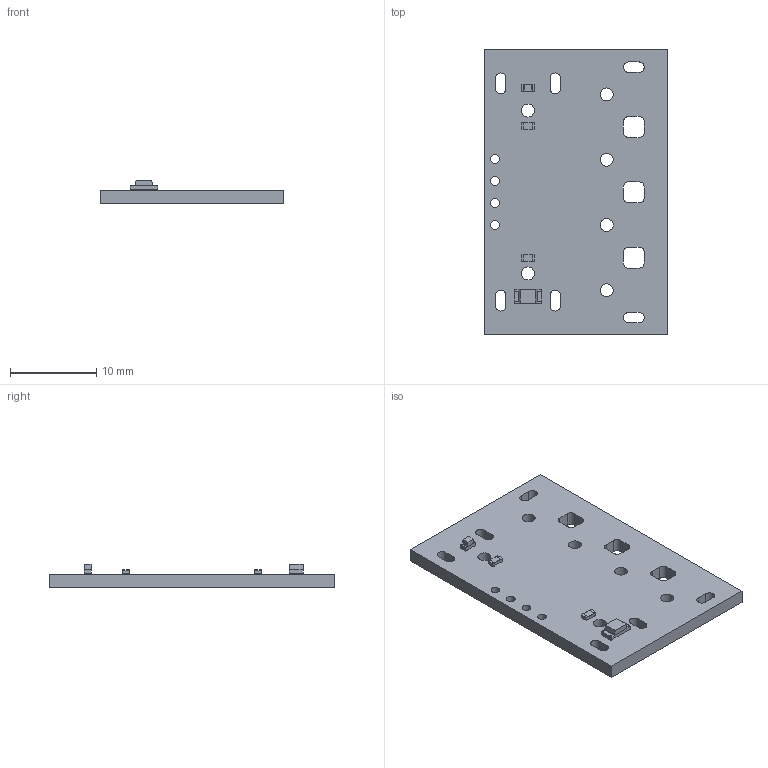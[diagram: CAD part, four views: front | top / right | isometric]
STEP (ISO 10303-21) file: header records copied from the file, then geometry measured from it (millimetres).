
FILE_DESCRIPTION(('KiCad electronic assembly'),'2;1');
FILE_NAME('SMD_CBI_Footprint_Test.step','2024-07-10T21:52:33',('Pcbnew') ,('Kicad'),'Open CASCADE STEP processor 7.7','KiCad to STEP converter' ,'Unknown');
FILE_SCHEMA(('AUTOMOTIVE_DESIGN { 1 0 10303 214 1 1 1 1 }'));
Length unit declared in the file: millimetre
Products named in the file (8): SMD_CBI_Footprint_Test 1; R_0603_1608Metric; LED_1206_3216Metric; LED_0603_1608Metric; SMD_CBI_Footprint_Test_PCB
Assembly tree (8 placements, depth 3):
  SMD_CBI_Footprint_Test 1
    R_0603_1608Metric  x2
      R_0603_1608Metric
    LED_1206_3216Metric
      LED_1206_3216Metric
    LED_0603_1608Metric
      LED_0603_1608Metric
    SMD_CBI_Footprint_Test_PCB
Bounding box: 21.27 x 33.02 x 2.75 mm (x, y, z)
Volume: 1056.6 mm3; surface area: 1688.6 mm2
Topology: 5 solids, 5 shells, 216 faces, 588 edges, 384 vertices
Faces by surface type: plane 150, cylinder 66
Full cylindrical faces by diameter (mm): 1.016 x4, 1.5 x6
Entity records: 7093 total; most frequent: CARTESIAN_POINT 1059, ORIENTED_EDGE 1040, DIRECTION 1034, EDGE_CURVE 520, LINE 404, VECTOR 404, VERTEX_POINT 340, AXIS2_PLACEMENT_3D 315
